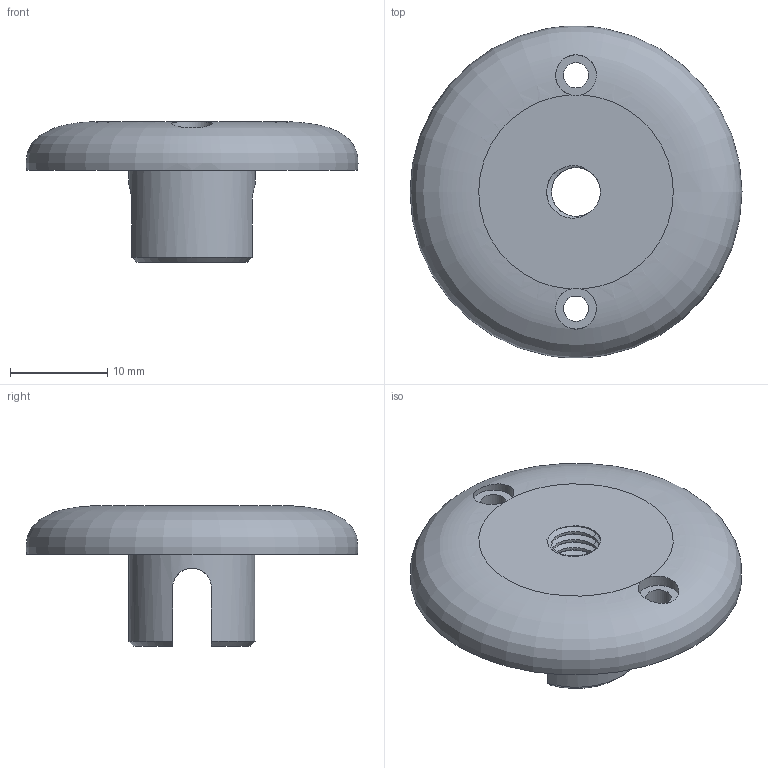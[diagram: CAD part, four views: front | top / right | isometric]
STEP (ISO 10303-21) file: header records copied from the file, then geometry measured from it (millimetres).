
FILE_DESCRIPTION(('FreeCAD Model'),'2;1');
FILE_NAME('Open CASCADE Shape Model','2024-05-20T18:20:11',('Author'),( ''),'Open CASCADE STEP processor 7.6','FreeCAD','Unknown');
FILE_SCHEMA(('AUTOMOTIVE_DESIGN { 1 0 10303 214 1 1 1 1 }'));
Length unit declared in the file: millimetre
Products named in the file (1): Body
Bounding box: 34.13 x 34.12 x 14.45 mm (x, y, z)
Volume: 4268.4 mm3; surface area: 2865.8 mm2
Topology: 1 solids, 1 shells, 48 faces, 114 edges, 69 vertices
Faces by surface type: bspline 18, cylinder 15, plane 11, cone 3, revolution 1
Full cylindrical faces by diameter (mm): 2.6 x2, 4.2 x2, 5.026 x5, 10 x1, 13 x1
Entity records: 3948 total; most frequent: CARTESIAN_POINT 2953, ORIENTED_EDGE 228, DIRECTION 148, EDGE_CURVE 114, VERTEX_POINT 69, AXIS2_PLACEMENT_3D 59, B_SPLINE_CURVE_WITH_KNOTS 57, FACE_BOUND 55
